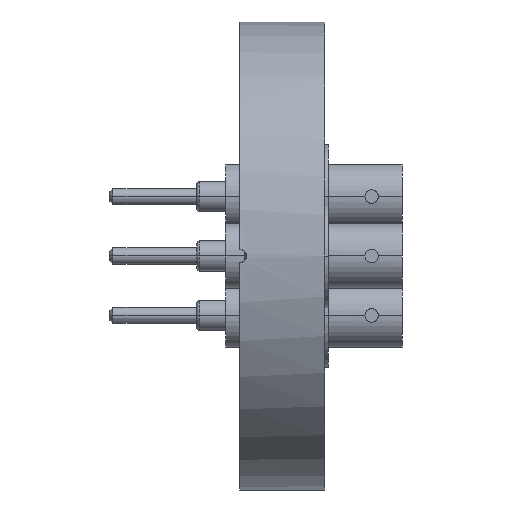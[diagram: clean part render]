
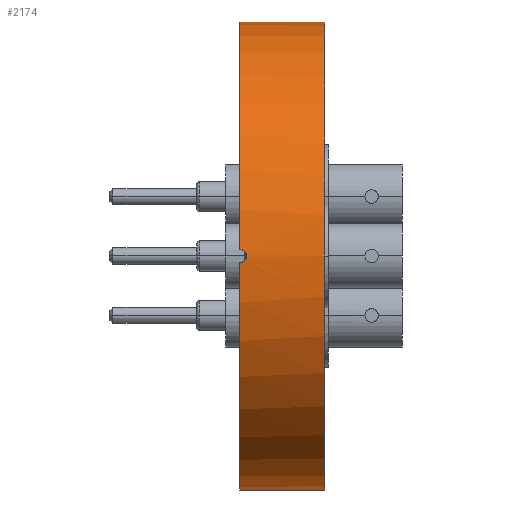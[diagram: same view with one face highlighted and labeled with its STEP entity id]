
A CAD part, left-side view. The second image highlights one B-rep face of the part: STEP entity #2174.
In plain terms, the highlighted cylindrical face has radius 34.95 mm (diameter 69.9 mm), a partial arc.
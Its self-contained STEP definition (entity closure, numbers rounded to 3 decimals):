
#12 = DIRECTION ( 'NONE',  ( 0., 0., 1. ) ) ;
#29 = AXIS2_PLACEMENT_3D ( 'NONE', #2209, #793, #1034 ) ;
#72 = ORIENTED_EDGE ( 'NONE', *, *, #2524, .F. ) ;
#90 = DIRECTION ( 'NONE',  ( 0., 0., 1. ) ) ;
#179 = VERTEX_POINT ( 'NONE', #1323 ) ;
#225 = CARTESIAN_POINT ( 'NONE',  ( -34.936, -0.262, 0.974 ) ) ;
#238 = CARTESIAN_POINT ( 'NONE',  ( -34.941, -0.615, 0.799 ) ) ;
#327 = VERTEX_POINT ( 'NONE', #2880 ) ;
#342 = EDGE_CURVE ( 'NONE', #179, #945, #2779, .T. ) ;
#404 = EDGE_CURVE ( 'NONE', #327, #179, #2688, .T. ) ;
#429 = CARTESIAN_POINT ( 'NONE',  ( -34.949, -0.974, 0.263 ) ) ;
#480 = CARTESIAN_POINT ( 'NONE',  ( 0., -12.7, 0. ) ) ;
#639 = VERTEX_POINT ( 'NONE', #2092 ) ;
#708 = CARTESIAN_POINT ( 'NONE',  ( -34.936, 0., 1. ) ) ;
#750 = VECTOR ( 'NONE', #1963, 1000. ) ;
#753 = EDGE_CURVE ( 'NONE', #327, #2699, #2644, .T. ) ;
#788 = AXIS2_PLACEMENT_3D ( 'NONE', #480, #1153, #12 ) ;
#793 = DIRECTION ( 'NONE',  ( 0., 1., 0. ) ) ;
#811 = ORIENTED_EDGE ( 'NONE', *, *, #342, .F. ) ;
#874 = CARTESIAN_POINT ( 'NONE',  ( -34.947, -0.874, 0.503 ) ) ;
#916 = CARTESIAN_POINT ( 'NONE',  ( -34.936, -0.264, -1. ) ) ;
#945 = VERTEX_POINT ( 'NONE', #2961 ) ;
#994 = CARTESIAN_POINT ( 'NONE',  ( -34.936, 0., 1. ) ) ;
#1034 = DIRECTION ( 'NONE',  ( 0., 0., 1. ) ) ;
#1081 = AXIS2_PLACEMENT_3D ( 'NONE', #2327, #2313, #90 ) ;
#1126 = EDGE_CURVE ( 'NONE', #2699, #639, #1451, .T. ) ;
#1143 = CARTESIAN_POINT ( 'NONE',  ( -34.936, -0.132, 1. ) ) ;
#1153 = DIRECTION ( 'NONE',  ( 0., 1., 0. ) ) ;
#1172 = CARTESIAN_POINT ( 'NONE',  ( -34.945, -0.799, 0.615 ) ) ;
#1192 = VERTEX_POINT ( 'NONE', #994 ) ;
#1206 = DIRECTION ( 'NONE',  ( 0., 0., 1. ) ) ;
#1305 = CARTESIAN_POINT ( 'NONE',  ( 0., -12.7, -34.95 ) ) ;
#1323 = CARTESIAN_POINT ( 'NONE',  ( 0., 0., -34.95 ) ) ;
#1347 = CARTESIAN_POINT ( 'NONE',  ( -34.949, -0.974, -0.261 ) ) ;
#1381 = ORIENTED_EDGE ( 'NONE', *, *, #1126, .T. ) ;
#1387 = CARTESIAN_POINT ( 'NONE',  ( 0., -12.7, 34.95 ) ) ;
#1451 = LINE ( 'NONE', #1710, #2784 ) ;
#1639 = CARTESIAN_POINT ( 'NONE',  ( -34.939, -0.504, 0.874 ) ) ;
#1710 = CARTESIAN_POINT ( 'NONE',  ( 0., -12.7, 34.95 ) ) ;
#1727 = AXIS2_PLACEMENT_3D ( 'NONE', #1844, #2368, #1206 ) ;
#1748 = ORIENTED_EDGE ( 'NONE', *, *, #404, .F. ) ;
#1834 = CARTESIAN_POINT ( 'NONE',  ( -34.939, -0.521, -0.893 ) ) ;
#1844 = CARTESIAN_POINT ( 'NONE',  ( 0., -12.7, 0. ) ) ;
#1963 = DIRECTION ( 'NONE',  ( 0., 1., 0. ) ) ;
#2005 = CIRCLE ( 'NONE', #1081, 34.95 ) ;
#2078 = CARTESIAN_POINT ( 'NONE',  ( -34.947, -0.874, -0.503 ) ) ;
#2092 = CARTESIAN_POINT ( 'NONE',  ( 0., 0., 34.95 ) ) ;
#2154 = FACE_OUTER_BOUND ( 'NONE', #2808, .T. ) ;
#2174 = ADVANCED_FACE ( 'NONE', ( #2154 ), #2395, .T. ) ;
#2209 = CARTESIAN_POINT ( 'NONE',  ( 0., 0., 0. ) ) ;
#2281 = CARTESIAN_POINT ( 'NONE',  ( -34.936, 0., -1. ) ) ;
#2313 = DIRECTION ( 'NONE',  ( 0., 1., 0. ) ) ;
#2327 = CARTESIAN_POINT ( 'NONE',  ( 0., 0., 0. ) ) ;
#2368 = DIRECTION ( 'NONE',  ( 0., 1., 0. ) ) ;
#2395 = CYLINDRICAL_SURFACE ( 'NONE', #788, 34.95 ) ;
#2504 = ORIENTED_EDGE ( 'NONE', *, *, #2720, .T. ) ;
#2524 = EDGE_CURVE ( 'NONE', #1192, #639, #2005, .T. ) ;
#2530 = CARTESIAN_POINT ( 'NONE',  ( -34.95, -1., 0.131 ) ) ;
#2556 = B_SPLINE_CURVE_WITH_KNOTS ( 'NONE', 3,
 ( #708, #1143, #225, #1639, #238, #1172, #874, #429, #2530, #2736, #1347, #2078, #2766, #1834, #916, #2281 ),
 .UNSPECIFIED., .F., .F.,
 ( 4, 2, 2, 2, 2, 2, 2, 4 ),
 ( 0., 0., 0.001, 0.001, 0.002, 0.002, 0.002, 0.003 ),
 .UNSPECIFIED. ) ;
#2596 = ORIENTED_EDGE ( 'NONE', *, *, #753, .T. ) ;
#2644 = CIRCLE ( 'NONE', #1727, 34.95 ) ;
#2653 = DIRECTION ( 'NONE',  ( 0., 1., 0. ) ) ;
#2688 = LINE ( 'NONE', #1305, #750 ) ;
#2699 = VERTEX_POINT ( 'NONE', #1387 ) ;
#2720 = EDGE_CURVE ( 'NONE', #1192, #945, #2556, .T. ) ;
#2736 = CARTESIAN_POINT ( 'NONE',  ( -34.95, -1., -0.13 ) ) ;
#2766 = CARTESIAN_POINT ( 'NONE',  ( -34.945, -0.801, -0.613 ) ) ;
#2779 = CIRCLE ( 'NONE', #29, 34.95 ) ;
#2784 = VECTOR ( 'NONE', #2653, 1000. ) ;
#2808 = EDGE_LOOP ( 'NONE', ( #1748, #2596, #1381, #72, #2504, #811 ) ) ;
#2880 = CARTESIAN_POINT ( 'NONE',  ( 0., -12.7, -34.95 ) ) ;
#2961 = CARTESIAN_POINT ( 'NONE',  ( -34.936, 0., -1. ) ) ;
